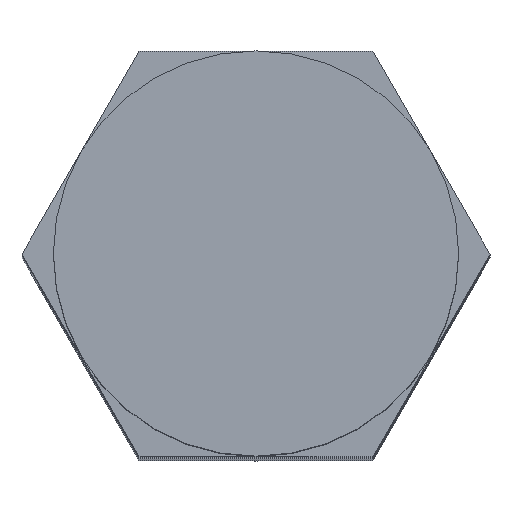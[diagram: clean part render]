
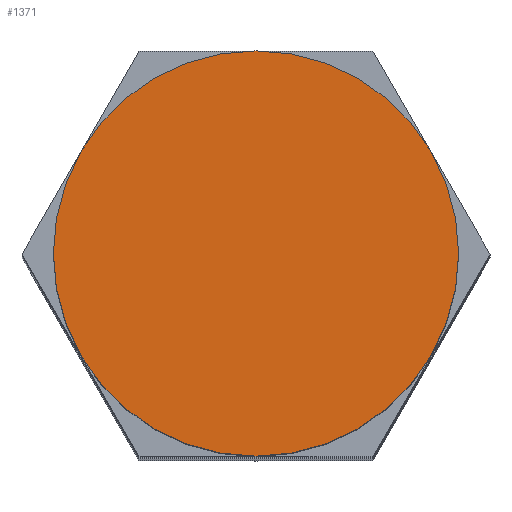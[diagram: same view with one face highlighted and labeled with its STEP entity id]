
A CAD part, top view. The second image highlights one B-rep face of the part: STEP entity #1371.
In plain terms, the highlighted planar face has unit normal (0, 0, 1).
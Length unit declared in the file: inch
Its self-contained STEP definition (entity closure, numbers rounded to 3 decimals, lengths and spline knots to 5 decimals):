
#1201=CARTESIAN_POINT('',(-0.16238,-0.09375,1.3125));
#1202=VERTEX_POINT('',#1201);
#1203=CARTESIAN_POINT('',(0.0,0.0,1.3125));
#1204=DIRECTION('',(0.0,0.0,1.0));
#1205=DIRECTION('',(-1.0,0.0,0.0));
#1206=AXIS2_PLACEMENT_3D('',#1203,#1204,#1205);
#1207=CIRCLE('',#1206,0.1875);
#1208=EDGE_CURVE('',#1202,#1202,#1207,.T.);
#1363=CARTESIAN_POINT('',(0.,0.,1.3125));
#1364=DIRECTION('',(0.0,0.0,1.0));
#1365=DIRECTION('',(1.0,0.0,0.0));
#1366=AXIS2_PLACEMENT_3D('',#1363,#1364,#1365);
#1367=PLANE('',#1366);
#1368=ORIENTED_EDGE('',*,*,#1208,.T.);
#1369=EDGE_LOOP('',(#1368));
#1370=FACE_OUTER_BOUND('',#1369,.T.);
#1371=ADVANCED_FACE('',(#1370),#1367,.T.);
